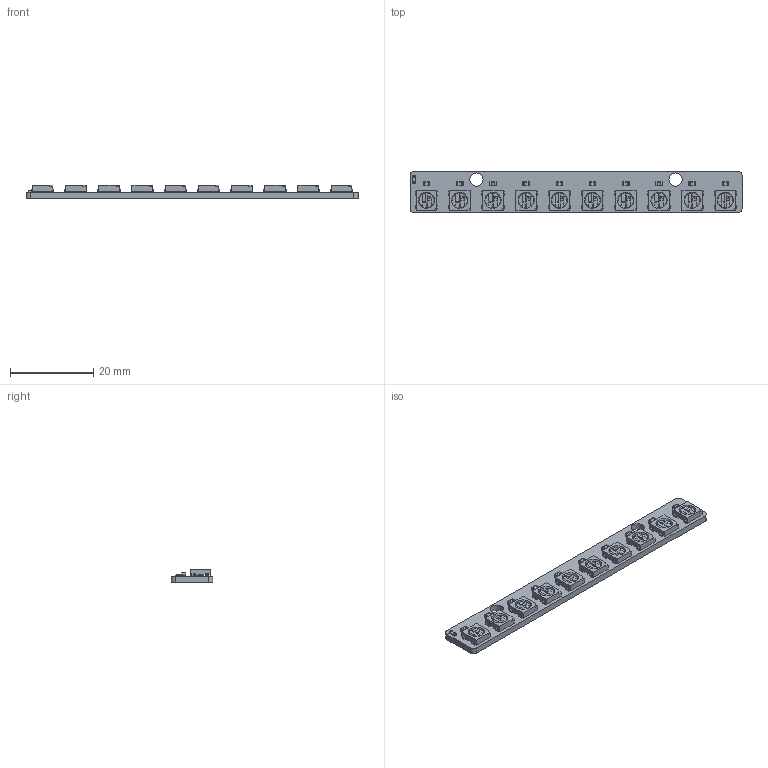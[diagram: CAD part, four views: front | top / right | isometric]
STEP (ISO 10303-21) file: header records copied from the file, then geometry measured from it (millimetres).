
FILE_DESCRIPTION(('KiCad electronic assembly'),'2;1');
FILE_NAME('Smart_LED_WS2812B_Stick10_3D.step','2021-09-17T09:22:19',( 'Pcbnew'),('Kicad'),'Open CASCADE STEP processor 7.5', 'KiCad to STEP converter','Unknown');
FILE_SCHEMA(('AUTOMOTIVE_DESIGN { 1 0 10303 214 1 1 1 1 }'));
Length unit declared in the file: millimetre
Products named in the file (8): Smart_LED_WS2812B_Stick10_3D 1; 0603C; COMPOUND; WS2812b LED; SOLID; 0603R
Assembly tree (25 placements, depth 3):
  Smart_LED_WS2812B_Stick10_3D 1
    0603C  x10
      COMPOUND
    WS2812b LED  x10
      SOLID
    0603R
      SOLID
    COMPOUND
Bounding box: 80 x 10 x 3.35 mm (x, y, z)
Volume: 1594.3 mm3; surface area: 2860.9 mm2
Topology: 42 solids, 42 shells, 1130 faces, 3038 edges, 1924 vertices
Faces by surface type: bspline 1118, plane 6, cylinder 6
Full cylindrical faces by diameter (mm): 3.2 x2
Entity records: 11507 total; most frequent: CARTESIAN_POINT 4740, B_SPLINE_CURVE_WITH_KNOTS 1020, ORIENTED_EDGE 896, PCURVE 896, DEFINITIONAL_REPRESENTATION 896, EDGE_CURVE 448, SURFACE_CURVE 446, VERTEX_POINT 286
